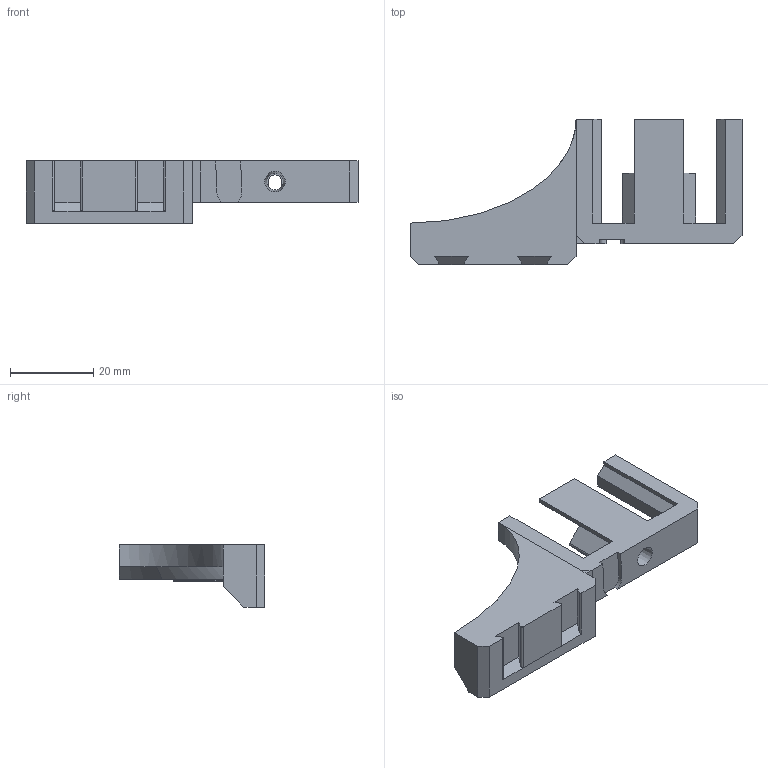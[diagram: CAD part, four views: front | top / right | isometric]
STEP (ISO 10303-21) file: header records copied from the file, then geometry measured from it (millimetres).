
FILE_DESCRIPTION(('FreeCAD Model'),'2;1');
FILE_NAME('Open CASCADE Shape Model','2025-08-30T01:47:21',(''),(''), 'Open CASCADE STEP processor 7.8','FreeCAD','Unknown');
FILE_SCHEMA(('AUTOMOTIVE_DESIGN { 1 0 10303 214 1 1 1 1 }'));
Length unit declared in the file: millimetre
Products named in the file (1): front_arm_slide_offseted
Bounding box: 80 x 35 x 15 mm (x, y, z)
Volume: 12183 mm3; surface area: 6167.7 mm2
Topology: 1 solids, 1 shells, 91 faces, 253 edges, 163 vertices
Faces by surface type: plane 76, cylinder 11, bspline 2, extrusion 1, cone 1
Entity records: 6622 total; most frequent: CARTESIAN_POINT 1542, DIRECTION 935, VECTOR 686, LINE 685, ORIENTED_EDGE 506, PCURVE 506, DEFINITIONAL_REPRESENTATION 506, EDGE_CURVE 253
